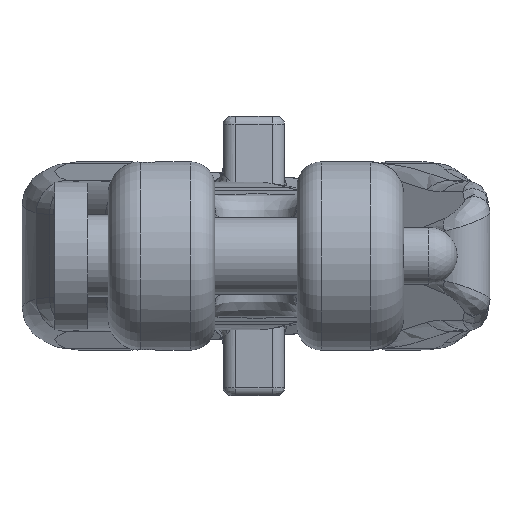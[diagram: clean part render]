
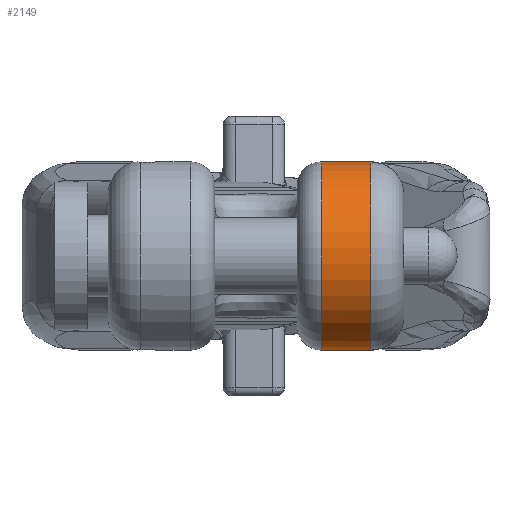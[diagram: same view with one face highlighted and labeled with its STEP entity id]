
A CAD part, left-side view. The second image highlights one B-rep face of the part: STEP entity #2149.
In plain terms, the highlighted cylindrical face has radius 11.5 mm (diameter 23 mm), a partial arc.
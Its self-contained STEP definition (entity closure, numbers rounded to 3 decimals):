
#389=LINE('',#11953,#608);
#390=LINE('',#11957,#609);
#608=VECTOR('',#7933,1.);
#609=VECTOR('',#7936,1.);
#1075=B_SPLINE_CURVE_WITH_KNOTS('',3,(#11948,#11949,#11950,#11951),
 .UNSPECIFIED.,.F.,.F.,(4,4),(0.,1.),.UNSPECIFIED.);
#1076=B_SPLINE_CURVE_WITH_KNOTS('',3,(#11959,#11960,#11961,#11962),
 .UNSPECIFIED.,.F.,.F.,(4,4),(0.,1.),.UNSPECIFIED.);
#1716=FACE_OUTER_BOUND('',#2778,.T.);
#2149=ADVANCED_FACE('',(#1716),#2563,.T.);
#2563=CYLINDRICAL_SURFACE('',#7281,11.5);
#2778=EDGE_LOOP('',(#3573,#3574,#3575,#3576,#3577,#3578));
#3573=ORIENTED_EDGE('',*,*,#6244,.T.);
#3574=ORIENTED_EDGE('',*,*,#6245,.T.);
#3575=ORIENTED_EDGE('',*,*,#6246,.T.);
#3576=ORIENTED_EDGE('',*,*,#6247,.T.);
#3577=ORIENTED_EDGE('',*,*,#6248,.T.);
#3578=ORIENTED_EDGE('',*,*,#6249,.T.);
#5583=VERTEX_POINT('',#11946);
#5584=VERTEX_POINT('',#11947);
#5585=VERTEX_POINT('',#11952);
#5586=VERTEX_POINT('',#11954);
#5587=VERTEX_POINT('',#11956);
#5588=VERTEX_POINT('',#11958);
#6244=EDGE_CURVE('',#5583,#5584,#6976,.T.);
#6245=EDGE_CURVE('',#5584,#5585,#1075,.T.);
#6246=EDGE_CURVE('',#5585,#5586,#389,.T.);
#6247=EDGE_CURVE('',#5586,#5587,#6977,.T.);
#6248=EDGE_CURVE('',#5587,#5588,#390,.T.);
#6249=EDGE_CURVE('',#5588,#5583,#1076,.T.);
#6976=CIRCLE('',#7279,11.5);
#6977=CIRCLE('',#7280,11.5);
#7279=AXIS2_PLACEMENT_3D('',#11945,#7931,#7932);
#7280=AXIS2_PLACEMENT_3D('',#11955,#7934,#7935);
#7281=AXIS2_PLACEMENT_3D('',#11963,#7937,#7938);
#7931=DIRECTION('',(0.,1.,0.));
#7932=DIRECTION('',(1.,0.,0.));
#7933=DIRECTION('',(0.,1.,0.));
#7934=DIRECTION('',(0.,-1.,0.));
#7935=DIRECTION('',(-1.,0.,0.));
#7936=DIRECTION('',(0.,-1.,0.));
#7937=DIRECTION('',(0.,-1.,0.));
#7938=DIRECTION('',(0.,0.,1.));
#11945=CARTESIAN_POINT('',(-62.9,-14.,0.));
#11946=CARTESIAN_POINT('',(-63.943,-14.,-11.453));
#11947=CARTESIAN_POINT('',(-63.943,-14.,11.453));
#11948=CARTESIAN_POINT('',(-63.943,-14.,11.453));
#11949=CARTESIAN_POINT('',(-62.672,-13.457,11.568));
#11950=CARTESIAN_POINT('',(-61.303,-13.074,11.464));
#11951=CARTESIAN_POINT('',(-60.032,-12.921,11.137));
#11952=CARTESIAN_POINT('',(-60.032,-12.921,11.137));
#11953=CARTESIAN_POINT('',(-60.032,57.,11.137));
#11954=CARTESIAN_POINT('',(-60.032,-8.,11.137));
#11955=CARTESIAN_POINT('',(-62.9,-8.,0.));
#11956=CARTESIAN_POINT('',(-60.032,-8.,-11.137));
#11957=CARTESIAN_POINT('',(-60.032,57.,-11.137));
#11958=CARTESIAN_POINT('',(-60.032,-12.921,-11.137));
#11959=CARTESIAN_POINT('',(-60.032,-12.921,-11.137));
#11960=CARTESIAN_POINT('',(-61.283,-13.071,-11.459));
#11961=CARTESIAN_POINT('',(-62.611,-13.431,-11.574));
#11962=CARTESIAN_POINT('',(-63.943,-14.,-11.453));
#11963=CARTESIAN_POINT('',(-62.9,57.,0.));
